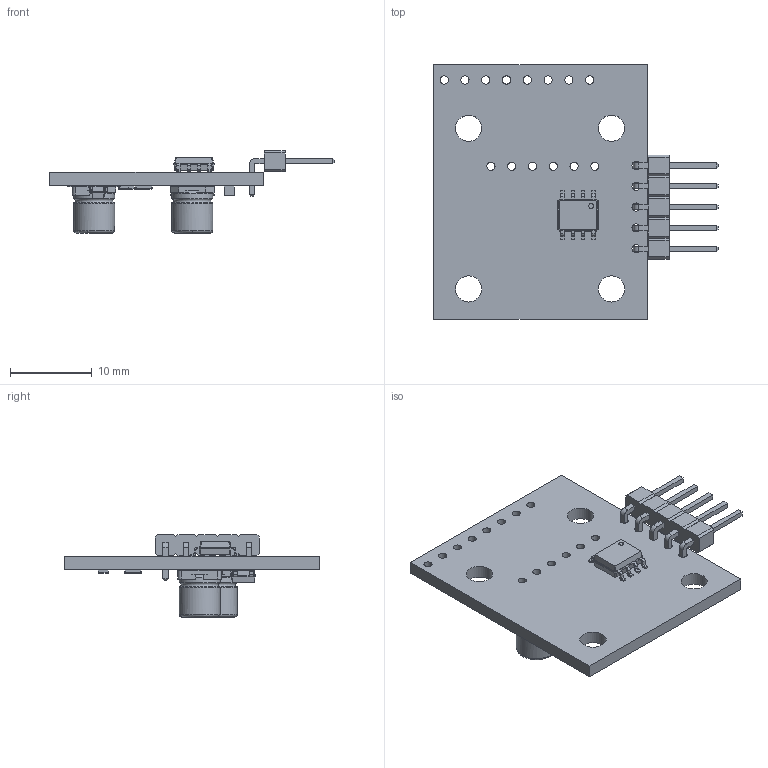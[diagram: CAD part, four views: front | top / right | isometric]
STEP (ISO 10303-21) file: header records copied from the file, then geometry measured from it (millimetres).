
FILE_DESCRIPTION(('KiCad electronic assembly'),'2;1');
FILE_NAME('bmp280-sensor-board.step','2018-09-30T20:01:34',('An Author') ,('A Company'),'Open CASCADE STEP processor 6.9', 'KiCad to STEP converter','Unknown');
FILE_SCHEMA(('AUTOMOTIVE_DESIGN { 1 0 10303 214 1 1 1 1 }'));
Length unit declared in the file: millimetre
Products named in the file (14): Open CASCADE STEP translator 6.9 1; CP_Elec_5x5.8; SOLID; R_0805_2012Metric; SOT-23-5; SOIC-8_3.9x4.9mm_P1.27mm; C_0805_2012Metric; PinHeader_1x05_P2.54mm_Horizontal; COMPOUND
Assembly tree (17 placements, depth 3):
  Open CASCADE STEP translator 6.9 1
    CP_Elec_5x5.8  x2
      SOLID
    R_0805_2012Metric  x4
      SOLID
    SOT-23-5
      SOLID
    SOIC-8_3.9x4.9mm_P1.27mm
      SOLID
    C_0805_2012Metric
      SOLID
    PinHeader_1x05_P2.54mm_Horizontal
      SOLID
    COMPOUND
Bounding box: 34.76 x 31.05 x 10.04 mm (x, y, z)
Volume: 1597.8 mm3; surface area: 2642.6 mm2
Topology: 11 solids, 11 shells, 647 faces, 1652 edges, 1042 vertices
Faces by surface type: plane 427, cylinder 145, bspline 65, torus 8, revolution 2
Full cylindrical faces by diameter (mm): 0.6 x1, 1 x19, 3.2 x4, 5 x4
Entity records: 37541 total; most frequent: CARTESIAN_POINT 6815, DIRECTION 4952, LINE 3384, VECTOR 3384, ORIENTED_EDGE 2690, PCURVE 2690, DEFINITIONAL_REPRESENTATION 2690, EDGE_CURVE 1345
